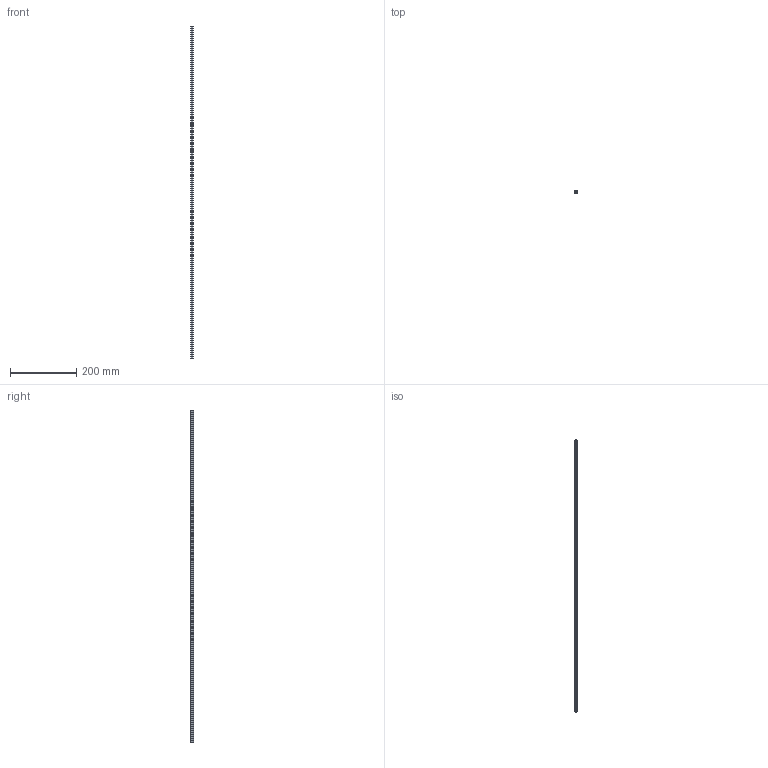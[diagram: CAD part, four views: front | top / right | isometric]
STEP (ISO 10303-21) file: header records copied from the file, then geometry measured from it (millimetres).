
FILE_DESCRIPTION(/* description */ ('KriTec Abdeck- und Einfassprofil 6 Raster 30, blau'),/* implementation_level */ '2;1');
FILE_NAME(/* name */ '10156_KriTec_Abdeck_und_Einfassprofil_6_Raster_30_blau.stp',/* time_stamp */ '2021-09-03T08:57:43+02:00',/* author */ ('jendrek'),/* organization */ (''),/* preprocessor_version */ 'ST-DEVELOPER v17',/* originating_system */ 'Autodesk Inventor 2018',/* authorisation */ '');
FILE_SCHEMA (('AUTOMOTIVE_DESIGN { 1 0 10303 214 3 1 1 }'));
Length unit declared in the file: millimetre
Products named in the file (1): 10156 
Bounding box: 7 x 9.1 x 1000 mm (x, y, z)
Volume: 21990.8 mm3; surface area: 53705.3 mm2
Topology: 1 solids, 1 shells, 68 faces, 198 edges, 132 vertices
Faces by surface type: plane 46, cylinder 22
Entity records: 2285 total; most frequent: CARTESIAN_POINT 399, ORIENTED_EDGE 396, DIRECTION 380, EDGE_CURVE 198, LINE 154, VECTOR 154, VERTEX_POINT 132, AXIS2_PLACEMENT_3D 113
